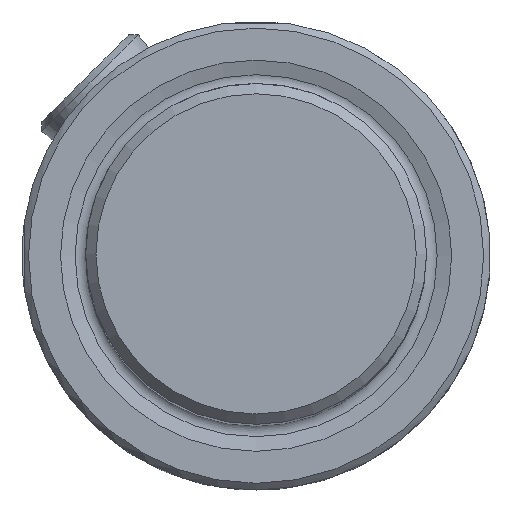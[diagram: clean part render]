
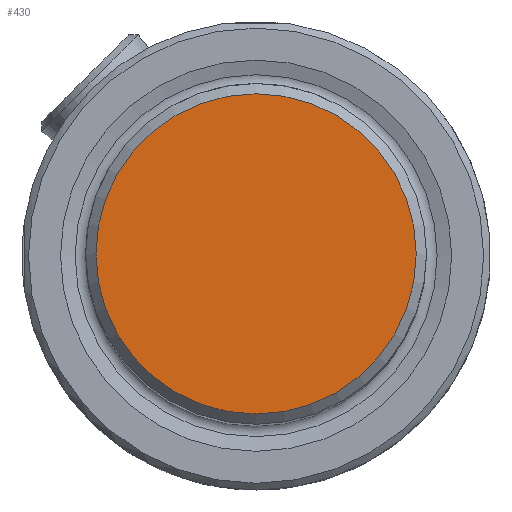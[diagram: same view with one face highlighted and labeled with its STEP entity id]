
A CAD part, top view. The second image highlights one B-rep face of the part: STEP entity #430.
In plain terms, the highlighted planar face has unit normal (0, 0, 1).
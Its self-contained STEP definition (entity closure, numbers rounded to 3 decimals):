
#430=ADVANCED_FACE('',(#832),#704,.T.);
#704=PLANE('',#5117);
#832=FACE_OUTER_BOUND('',#1080,.T.);
#1080=EDGE_LOOP('',(#1822));
#1408=CIRCLE('',#5116,11.937);
#1822=ORIENTED_EDGE('',*,*,#3736,.T.);
#3232=VERTEX_POINT('',#7451);
#3736=EDGE_CURVE('',#3232,#3232,#1408,.T.);
#5116=AXIS2_PLACEMENT_3D('',#7450,#5786,#5787);
#5117=AXIS2_PLACEMENT_3D('',#7452,#5788,#5789);
#5786=DIRECTION('',(0.,0.,1.));
#5787=DIRECTION('',(0.,-1.,0.));
#5788=DIRECTION('',(0.,0.,1.));
#5789=DIRECTION('',(0.,1.,0.));
#7450=CARTESIAN_POINT('',(0.,0.,76.2));
#7451=CARTESIAN_POINT('',(0.,-11.937,76.2));
#7452=CARTESIAN_POINT('',(0.,0.,76.2));
